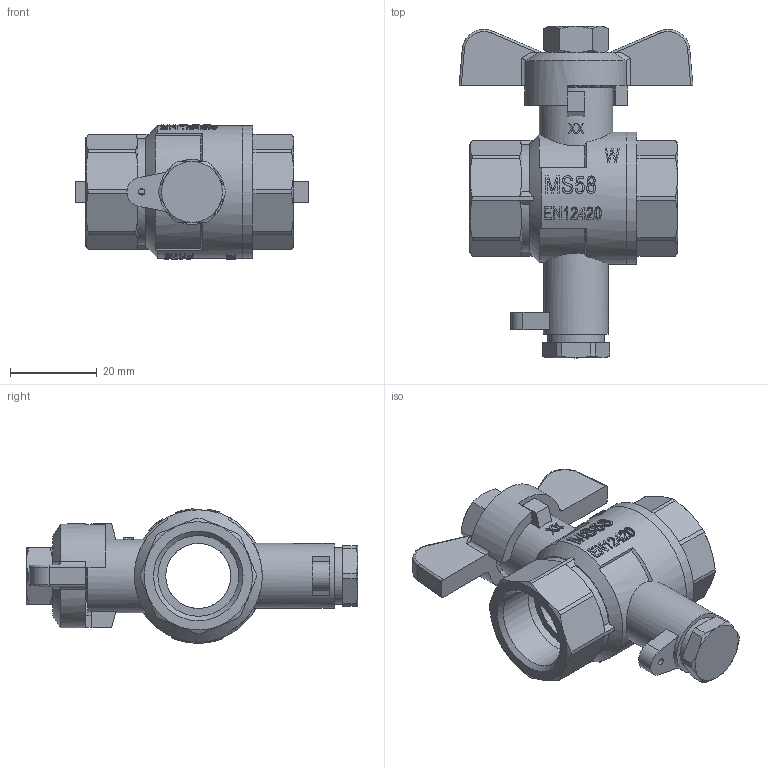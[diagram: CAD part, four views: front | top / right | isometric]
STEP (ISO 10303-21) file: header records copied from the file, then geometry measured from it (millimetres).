
FILE_DESCRIPTION(/* description */ ('Unknown'),/* implementation_level */ '2;1');
FILE_NAME(/* name */ '7126-04',/* time_stamp */ '2023-06-06T09:35:20+02:00',/* author */ ('Unknown'),/* organization */ ('Unknown'),/* preprocessor_version */ 'ST-DEVELOPER v18.102',/* originating_system */ 'Solid Edge',/* authorisation */ 'Unknown');
FILE_SCHEMA (('AUTOMOTIVE_DESIGN {1 0 10303 214 3 1 1}'));
Length unit declared in the file: millimetre
Products named in the file (14): 712-04; Spindel-co; Mutter-Fl-G; Spindel; Spindeldichtung; Stopfbuchse; Fl_gelgriff; Kvrper-co; Einschraubteil; Kvrper; Kugel; Kugeldichtung; Dichtung; Schtaube
Assembly tree (14 placements, depth 3):
  712-04
    Spindel-co
      Mutter-Fl-G
      Spindel
      Spindeldichtung
      Stopfbuchse
      Fl_gelgriff
    Kvrper-co
      Einschraubteil
      Kvrper
      Kugel
      Kugeldichtung  x2
      Dichtung
      Schtaube
Bounding box: 53.91 x 76.5 x 30.96 mm (x, y, z)
Volume: 28718.2 mm3; surface area: 22891.9 mm2
Topology: 12 solids, 12 shells, 1134 faces, 3138 edges, 2077 vertices
Faces by surface type: plane 915, cylinder 137, cone 66, torus 9, bspline 4, sphere 3
Full cylindrical faces by diameter (mm): 1.5 x1, 5 x1, 5.9 x1, 6.7 x1, 6.75 x1, 8.92 x1, 9 x4, 9.1 x1, 10 x2, 10.5 x1, 10.8 x1, 11 x1, 12 x1, 12.4 x1, 12.5 x1, 13 x1, 14 x1, 15 x6, 17 x1, 18.5 x1, 18.631 x4, 21 x4, 24.8 x1, 25.5 x1, 27 x1, 27.5 x1, 30.5 x2
Entity records: 45241 total; most frequent: CARTESIAN_POINT 8401, DIRECTION 6846, ORIENTED_EDGE 6062, EDGE_CURVE 3031, AXIS2_PLACEMENT_3D 2814, VERTEX_POINT 2049, FACE_BOUND 1282, EDGE_LOOP 1281
